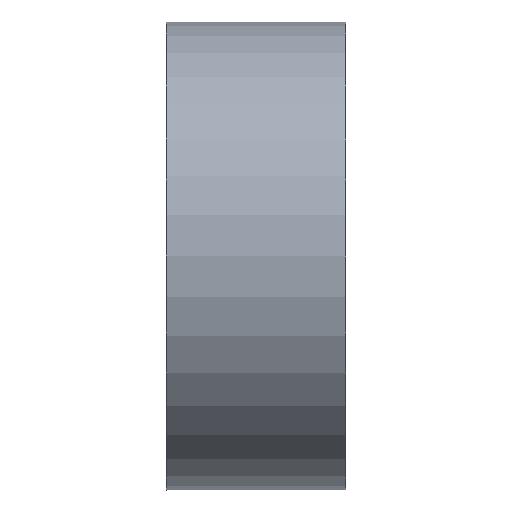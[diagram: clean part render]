
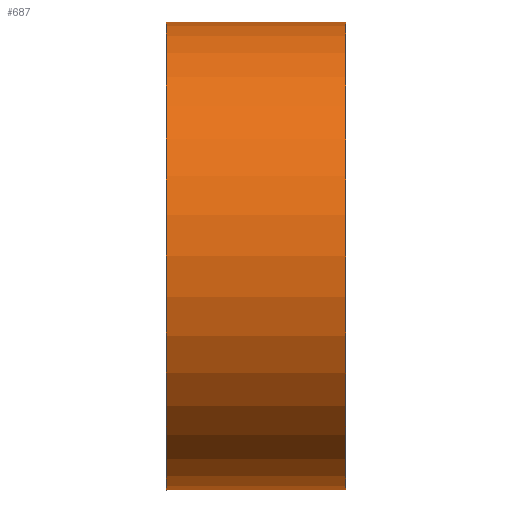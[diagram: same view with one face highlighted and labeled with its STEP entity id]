
A CAD part, left-side view. The second image highlights one B-rep face of the part: STEP entity #687.
In plain terms, the highlighted cylindrical face has radius 32.633 mm (diameter 65.265 mm), a full revolution.
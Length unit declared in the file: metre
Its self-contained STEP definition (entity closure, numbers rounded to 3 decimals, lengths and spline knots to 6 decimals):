
#104=FACE_OUTER_BOUND('',#141,.T.);
#141=EDGE_LOOP('',(#613,#614,#615,#616));
#208=LINE('',#1889,#261);
#261=VECTOR('',#899,0.032633);
#286=CIRCLE('',#753,0.032633);
#287=CIRCLE('',#754,0.032633);
#352=VERTEX_POINT('',#1886);
#353=VERTEX_POINT('',#1888);
#450=EDGE_CURVE('',#352,#352,#286,.T.);
#451=EDGE_CURVE('',#352,#353,#208,.T.);
#452=EDGE_CURVE('',#353,#353,#287,.T.);
#613=ORIENTED_EDGE('',*,*,#450,.F.);
#614=ORIENTED_EDGE('',*,*,#451,.T.);
#615=ORIENTED_EDGE('',*,*,#452,.F.);
#616=ORIENTED_EDGE('',*,*,#451,.F.);
#658=CYLINDRICAL_SURFACE('',#752,0.032633);
#687=ADVANCED_FACE('',(#104),#658,.T.);
#752=AXIS2_PLACEMENT_3D('',#1885,#895,#896);
#753=AXIS2_PLACEMENT_3D('',#1887,#897,#898);
#754=AXIS2_PLACEMENT_3D('',#1890,#900,#901);
#895=DIRECTION('center_axis',(0.,-1.,0.));
#896=DIRECTION('ref_axis',(-1.,0.,0.));
#897=DIRECTION('center_axis',(0.,-1.,0.));
#898=DIRECTION('ref_axis',(-1.,0.,0.));
#899=DIRECTION('',(0.,1.,0.));
#900=DIRECTION('center_axis',(0.,1.,0.));
#901=DIRECTION('ref_axis',(-1.,0.,0.));
#1885=CARTESIAN_POINT('Origin',(-0.128948,-0.158405,0.191475));
#1886=CARTESIAN_POINT('',(-0.096315,-0.183405,0.191475));
#1887=CARTESIAN_POINT('Origin',(-0.128948,-0.183405,0.191475));
#1888=CARTESIAN_POINT('',(-0.096315,-0.158405,0.191475));
#1889=CARTESIAN_POINT('',(-0.096315,-0.158405,0.191475));
#1890=CARTESIAN_POINT('Origin',(-0.128948,-0.158405,0.191475));
